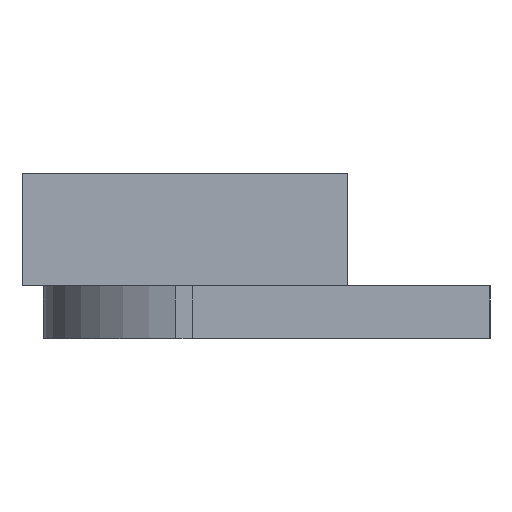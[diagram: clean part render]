
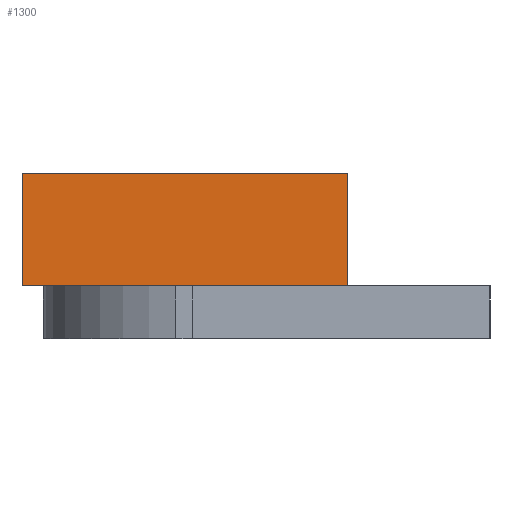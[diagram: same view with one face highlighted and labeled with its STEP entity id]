
A CAD part, left-side view. The second image highlights one B-rep face of the part: STEP entity #1300.
In plain terms, the highlighted planar face has unit normal (-1, 0, 0).
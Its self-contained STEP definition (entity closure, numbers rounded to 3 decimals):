
#242=FACE_OUTER_BOUND('',#360,.T.);
#360=EDGE_LOOP('',(#1195,#1196,#1197,#1198));
#462=LINE('',#2178,#568);
#463=LINE('',#2181,#569);
#464=LINE('',#2183,#570);
#465=LINE('',#2184,#571);
#568=VECTOR('',#1818,10.);
#569=VECTOR('',#1821,10.);
#570=VECTOR('',#1822,10.);
#571=VECTOR('',#1823,10.);
#686=VERTEX_POINT('',#2172);
#688=VERTEX_POINT('',#2176);
#689=VERTEX_POINT('',#2180);
#690=VERTEX_POINT('',#2182);
#858=EDGE_CURVE('',#686,#688,#462,.T.);
#859=EDGE_CURVE('',#686,#689,#463,.T.);
#860=EDGE_CURVE('',#690,#688,#464,.T.);
#861=EDGE_CURVE('',#689,#690,#465,.T.);
#1195=ORIENTED_EDGE('',*,*,#859,.F.);
#1196=ORIENTED_EDGE('',*,*,#858,.T.);
#1197=ORIENTED_EDGE('',*,*,#860,.F.);
#1198=ORIENTED_EDGE('',*,*,#861,.F.);
#1238=PLANE('',#1458);
#1300=ADVANCED_FACE('',(#242),#1238,.T.);
#1458=AXIS2_PLACEMENT_3D('',#2179,#1819,#1820);
#1818=DIRECTION('',(0.,0.,1.));
#1819=DIRECTION('center_axis',(-1.,0.,0.));
#1820=DIRECTION('ref_axis',(0.,-1.,0.));
#1821=DIRECTION('',(0.,1.,0.));
#1822=DIRECTION('',(0.,-1.,0.));
#1823=DIRECTION('',(0.,0.,1.));
#2172=CARTESIAN_POINT('',(45.18,-52.45,1.6));
#2176=CARTESIAN_POINT('',(45.18,-52.45,5.));
#2178=CARTESIAN_POINT('',(45.18,-52.45,1.6));
#2179=CARTESIAN_POINT('Origin',(45.18,-42.6,1.6));
#2180=CARTESIAN_POINT('',(45.18,-42.6,1.6));
#2181=CARTESIAN_POINT('',(45.18,-52.45,1.6));
#2182=CARTESIAN_POINT('',(45.18,-42.6,5.));
#2183=CARTESIAN_POINT('',(45.18,-52.45,5.));
#2184=CARTESIAN_POINT('',(45.18,-42.6,1.6));
